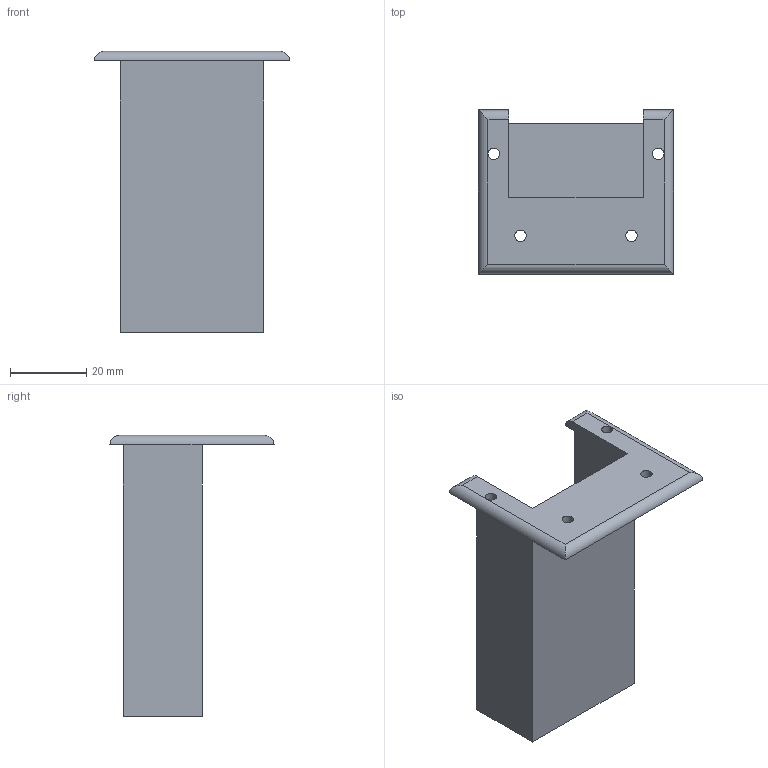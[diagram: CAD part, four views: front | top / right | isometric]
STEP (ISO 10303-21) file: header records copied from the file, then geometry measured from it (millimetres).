
FILE_DESCRIPTION (( 'STEP AP214' ), '1' );
FILE_NAME ('Battery_Holder_0.STEP', '2021-05-05T03:42:55', ( '' ), ( '' ), 'SwSTEP 2.0', 'SolidWorks 2019', '' );
FILE_SCHEMA (( 'AUTOMOTIVE_DESIGN' ));
Length unit declared in the file: millimetre
Products named in the file (1): Battery_Holder_0
Bounding box: 51.15 x 43 x 73.75 mm (x, y, z)
Volume: 10890.8 mm3; surface area: 15657.7 mm2
Topology: 1 solids, 1 shells, 24 faces, 68 edges, 44 vertices
Faces by surface type: cylinder 13, plane 11
Entity records: 828 total; most frequent: CARTESIAN_POINT 149, ORIENTED_EDGE 136, DIRECTION 132, EDGE_CURVE 68, VECTOR 46, LINE 46, VERTEX_POINT 44, AXIS2_PLACEMENT_3D 43
